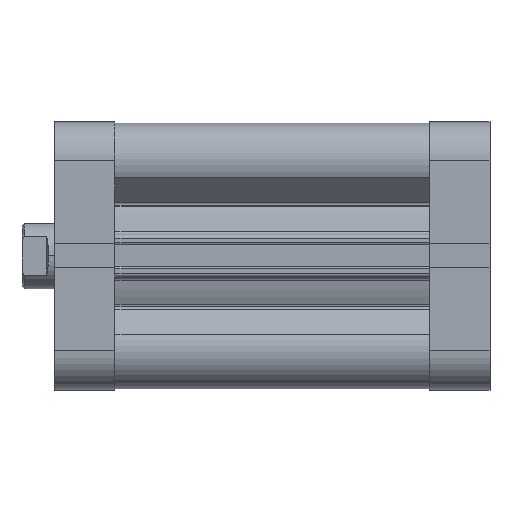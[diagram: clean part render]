
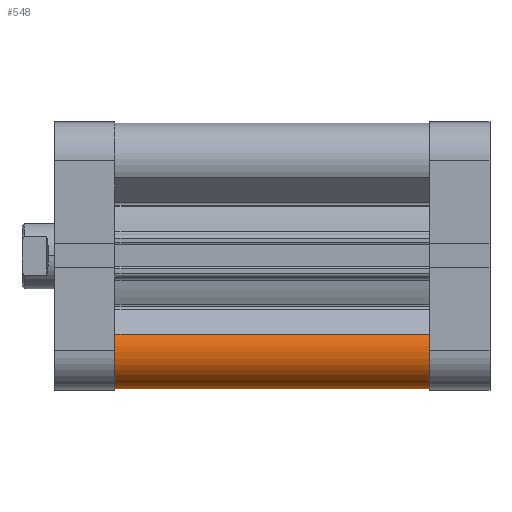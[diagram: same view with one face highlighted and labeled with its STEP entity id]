
A CAD part, top view. The second image highlights one B-rep face of the part: STEP entity #548.
In plain terms, the highlighted cylindrical face has radius 9.25 mm (diameter 18.5 mm), a partial arc.
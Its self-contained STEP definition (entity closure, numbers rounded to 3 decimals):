
#334 = VERTEX_POINT ( 'NONE', #458 ) ;
#343 = CARTESIAN_POINT ( 'NONE',  ( 23.25, -23.25, 77. ) ) ;
#344 = DIRECTION ( 'NONE',  ( 0., 0., -1. ) ) ;
#345 = DIRECTION ( 'NONE',  ( -1., 0., 0. ) ) ;
#363 = CARTESIAN_POINT ( 'NONE',  ( 19.184, -31.559, 0. ) ) ;
#458 = CARTESIAN_POINT ( 'NONE',  ( 31.559, -19.184, 0. ) ) ;
#543 = VERTEX_POINT ( 'NONE', #363 ) ;
#548 = ADVANCED_FACE ( 'NONE', ( #4234 ), #4237, .T. ) ;
#973 = LINE ( 'NONE', #1782, #974 ) ;
#974 = VECTOR ( 'NONE', #1783, 1000. ) ;
#1034 = LINE ( 'NONE', #1848, #1043 ) ;
#1043 = VECTOR ( 'NONE', #1853, 1000. ) ;
#1264 = CIRCLE ( 'NONE', #1547, 9.25 ) ;
#1547 = AXIS2_PLACEMENT_3D ( 'NONE', #2332, #2345, #2346 ) ;
#1782 = CARTESIAN_POINT ( 'NONE',  ( 31.559, -19.184, 77. ) ) ;
#1783 = DIRECTION ( 'NONE',  ( 0., 0., -1. ) ) ;
#1848 = CARTESIAN_POINT ( 'NONE',  ( 19.184, -31.559, 77. ) ) ;
#1853 = DIRECTION ( 'NONE',  ( 0., 0., -1. ) ) ;
#2248 = CARTESIAN_POINT ( 'NONE',  ( 31.559, -19.184, 77. ) ) ;
#2249 = CARTESIAN_POINT ( 'NONE',  ( 19.184, -31.559, 77. ) ) ;
#2332 = CARTESIAN_POINT ( 'NONE',  ( 23.25, -23.25, 0. ) ) ;
#2345 = DIRECTION ( 'NONE',  ( 0., 0., 1. ) ) ;
#2346 = DIRECTION ( 'NONE',  ( -1., 0., 0. ) ) ;
#3361 = ORIENTED_EDGE ( 'NONE', *, *, #9485, .T. ) ;
#3362 = ORIENTED_EDGE ( 'NONE', *, *, #5111, .F. ) ;
#3363 = ORIENTED_EDGE ( 'NONE', *, *, #4619, .F. ) ;
#3365 = ORIENTED_EDGE ( 'NONE', *, *, #5146, .T. ) ;
#3904 = EDGE_LOOP ( 'NONE', ( #3361, #3362, #3363, #3365 ) ) ;
#4234 = FACE_OUTER_BOUND ( 'NONE', #3904, .T. ) ;
#4237 = CYLINDRICAL_SURFACE ( 'NONE', #5267, 9.25 ) ;
#4619 = EDGE_CURVE ( 'NONE', #9417, #9416, #7633, .T. ) ;
#5111 = EDGE_CURVE ( 'NONE', #9416, #334, #973, .T. ) ;
#5146 = EDGE_CURVE ( 'NONE', #9417, #543, #1034, .T. ) ;
#5267 = AXIS2_PLACEMENT_3D ( 'NONE', #343, #344, #345 ) ;
#5633 = AXIS2_PLACEMENT_3D ( 'NONE', #8314, #8321, #8322 ) ;
#7633 = CIRCLE ( 'NONE', #5633, 9.25 ) ;
#8314 = CARTESIAN_POINT ( 'NONE',  ( 23.25, -23.25, 77. ) ) ;
#8321 = DIRECTION ( 'NONE',  ( 0., 0., 1. ) ) ;
#8322 = DIRECTION ( 'NONE',  ( -1., 0., 0. ) ) ;
#9416 = VERTEX_POINT ( 'NONE', #2248 ) ;
#9417 = VERTEX_POINT ( 'NONE', #2249 ) ;
#9485 = EDGE_CURVE ( 'NONE', #543, #334, #1264, .T. ) ;
